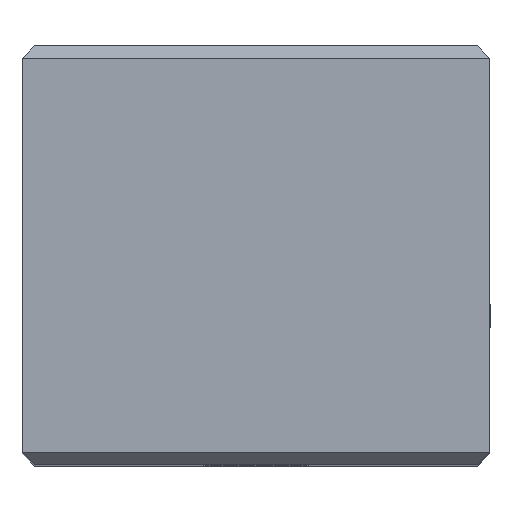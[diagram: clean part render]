
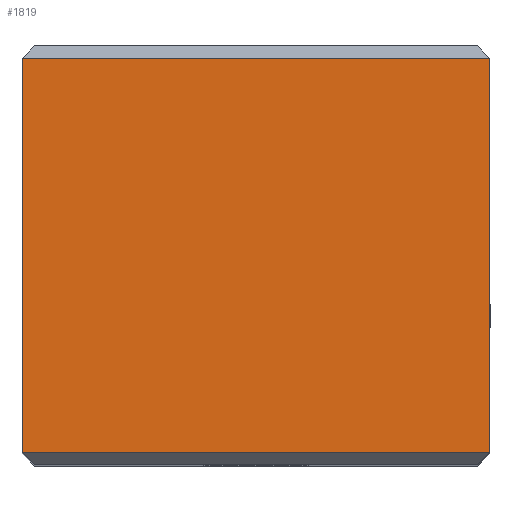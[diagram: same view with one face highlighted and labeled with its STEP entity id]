
A CAD part, top view. The second image highlights one B-rep face of the part: STEP entity #1819.
In plain terms, the highlighted planar face has unit normal (0, 0, 1).
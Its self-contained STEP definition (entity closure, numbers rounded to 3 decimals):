
#563 = LINE ( 'NONE', #642, #5720 ) ;
#611 = DIRECTION ( 'NONE',  ( -1., 0., 0. ) ) ;
#642 = CARTESIAN_POINT ( 'NONE',  ( 6481.508, 16.5, -0.003 ) ) ;
#646 = LINE ( 'NONE', #659, #5751 ) ;
#659 = CARTESIAN_POINT ( 'NONE',  ( 6477.758, 4.25, -0.003 ) ) ;
#668 = DIRECTION ( 'NONE',  ( 0., -1., 0. ) ) ;
#698 = CARTESIAN_POINT ( 'NONE',  ( 6496.758, 17., -0.003 ) ) ;
#702 = DIRECTION ( 'NONE',  ( 0., 1., 0. ) ) ;
#710 = LINE ( 'NONE', #698, #5771 ) ;
#791 = DIRECTION ( 'NONE',  ( 1., 0., 0. ) ) ;
#820 = LINE ( 'NONE', #825, #5784 ) ;
#825 = CARTESIAN_POINT ( 'NONE',  ( 6496.504, 0.5, -0.003 ) ) ;
#1361 = EDGE_CURVE ( 'NONE', #2372, #2417, #563, .T. ) ;
#1385 = EDGE_CURVE ( 'NONE', #2417, #2455, #646, .T. ) ;
#1406 = EDGE_CURVE ( 'NONE', #2469, #2372, #710, .T. ) ;
#1432 = EDGE_CURVE ( 'NONE', #2455, #2469, #820, .T. ) ;
#1819 = ADVANCED_FACE ( 'NONE', ( #7920 ), #7959, .T. ) ;
#2372 = VERTEX_POINT ( 'NONE', #8229 ) ;
#2417 = VERTEX_POINT ( 'NONE', #8243 ) ;
#2455 = VERTEX_POINT ( 'NONE', #8246 ) ;
#2469 = VERTEX_POINT ( 'NONE', #8251 ) ;
#2666 = EDGE_LOOP ( 'NONE', ( #3073, #3081, #3093, #3092 ) ) ;
#3073 = ORIENTED_EDGE ( 'NONE', *, *, #1406, .T. ) ;
#3081 = ORIENTED_EDGE ( 'NONE', *, *, #1361, .T. ) ;
#3092 = ORIENTED_EDGE ( 'NONE', *, *, #1432, .T. ) ;
#3093 = ORIENTED_EDGE ( 'NONE', *, *, #1385, .T. ) ;
#4529 = AXIS2_PLACEMENT_3D ( 'NONE', #7950, #7937, #7956 ) ;
#5720 = VECTOR ( 'NONE', #611, 1000. ) ;
#5751 = VECTOR ( 'NONE', #668, 1000. ) ;
#5771 = VECTOR ( 'NONE', #702, 1000. ) ;
#5784 = VECTOR ( 'NONE', #791, 1000. ) ;
#7920 = FACE_OUTER_BOUND ( 'NONE', #2666, .T. ) ;
#7937 = DIRECTION ( 'NONE',  ( 0., 0., 1. ) ) ;
#7950 = CARTESIAN_POINT ( 'NONE',  ( 6481.508, 4.25, -0.003 ) ) ;
#7956 = DIRECTION ( 'NONE',  ( 1., 0., 0. ) ) ;
#7959 = PLANE ( 'NONE',  #4529 ) ;
#8229 = CARTESIAN_POINT ( 'NONE',  ( 6496.758, 16.5, -0.003 ) ) ;
#8243 = CARTESIAN_POINT ( 'NONE',  ( 6477.758, 16.5, -0.003 ) ) ;
#8246 = CARTESIAN_POINT ( 'NONE',  ( 6477.758, 0.5, -0.003 ) ) ;
#8251 = CARTESIAN_POINT ( 'NONE',  ( 6496.758, 0.5, -0.003 ) ) ;
